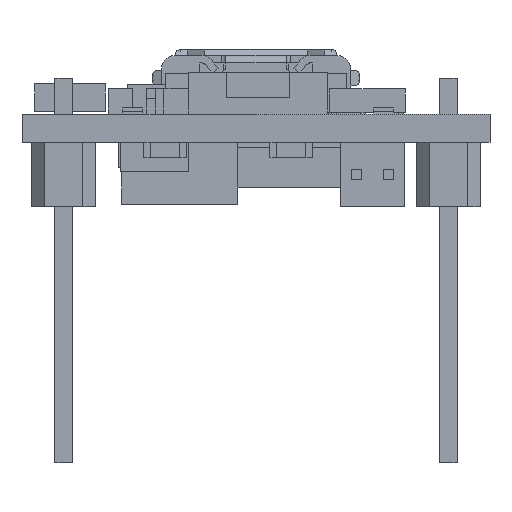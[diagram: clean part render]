
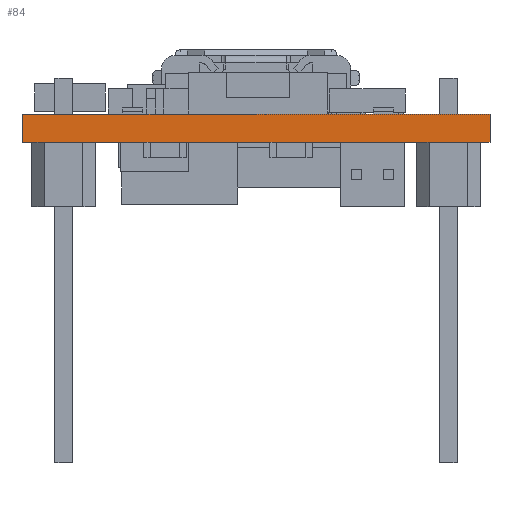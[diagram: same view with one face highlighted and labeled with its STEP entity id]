
A CAD part, front view. The second image highlights one B-rep face of the part: STEP entity #84.
In plain terms, the highlighted planar face has unit normal (0, -1, 0).
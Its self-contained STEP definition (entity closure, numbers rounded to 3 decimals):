
#48=AXIS2_PLACEMENT_3D('Plane Axis2P3D',#45,#46,#47) ;
#45=CARTESIAN_POINT('Axis2P3D Location',(0.,0.,0.)) ;
#50=CARTESIAN_POINT('Line Origine',(9.271,0.,0.)) ;
#54=CARTESIAN_POINT('Vertex',(0.,0.,0.)) ;
#56=CARTESIAN_POINT('Vertex',(18.542,0.,0.)) ;
#59=CARTESIAN_POINT('Line Origine',(18.542,0.,0.561)) ;
#63=CARTESIAN_POINT('Vertex',(18.542,0.,1.123)) ;
#66=CARTESIAN_POINT('Line Origine',(9.271,0.,1.123)) ;
#70=CARTESIAN_POINT('Vertex',(0.,0.,1.123)) ;
#73=CARTESIAN_POINT('Line Origine',(0.,0.,0.561)) ;
#46=DIRECTION('Axis2P3D Direction',(0.,1.,0.)) ;
#47=DIRECTION('Axis2P3D XDirection',(1.,0.,0.)) ;
#51=DIRECTION('Vector Direction',(1.,0.,0.)) ;
#60=DIRECTION('Vector Direction',(0.,0.,1.)) ;
#67=DIRECTION('Vector Direction',(1.,0.,0.)) ;
#74=DIRECTION('Vector Direction',(0.,0.,1.)) ;
#52=VECTOR('Line Direction',#51,1.) ;
#61=VECTOR('Line Direction',#60,1.) ;
#68=VECTOR('Line Direction',#67,1.) ;
#75=VECTOR('Line Direction',#74,1.) ;
#79=ORIENTED_EDGE('',*,*,#58,.T.) ;
#80=ORIENTED_EDGE('',*,*,#65,.T.) ;
#81=ORIENTED_EDGE('',*,*,#72,.F.) ;
#82=ORIENTED_EDGE('',*,*,#77,.F.) ;
#84=ADVANCED_FACE('',(#83),#49,.F.) ;
#58=EDGE_CURVE('',#55,#57,#53,.T.) ;
#65=EDGE_CURVE('',#57,#64,#62,.T.) ;
#72=EDGE_CURVE('',#71,#64,#69,.T.) ;
#77=EDGE_CURVE('',#55,#71,#76,.T.) ;
#78=EDGE_LOOP('',(#79,#80,#81,#82)) ;
#83=FACE_OUTER_BOUND('',#78,.T.) ;
#53=LINE('Line',#50,#52) ;
#62=LINE('Line',#59,#61) ;
#69=LINE('Line',#66,#68) ;
#76=LINE('Line',#73,#75) ;
#49=PLANE('Plane',#48) ;
#55=VERTEX_POINT('',#54) ;
#57=VERTEX_POINT('',#56) ;
#64=VERTEX_POINT('',#63) ;
#71=VERTEX_POINT('',#70) ;
